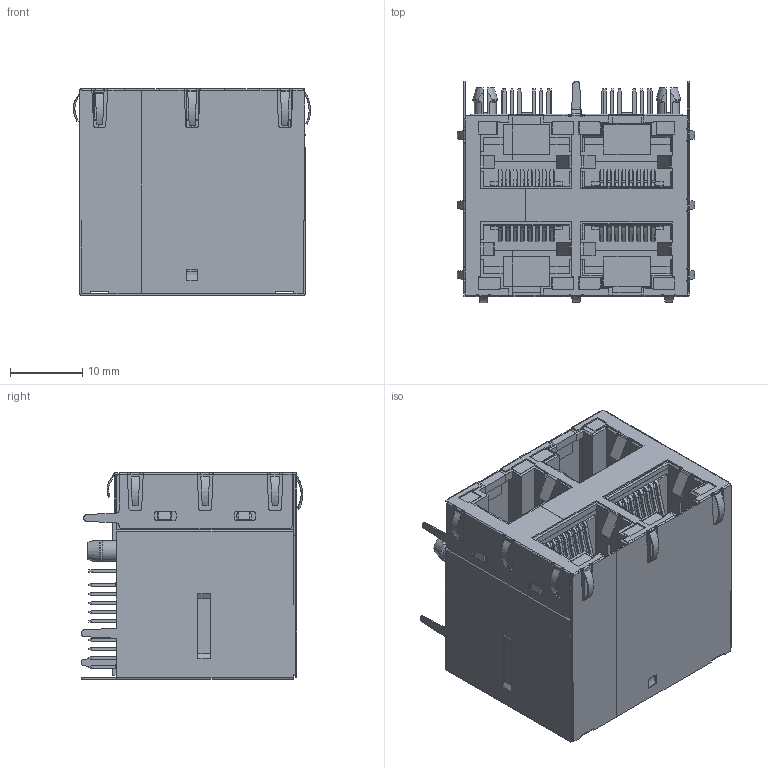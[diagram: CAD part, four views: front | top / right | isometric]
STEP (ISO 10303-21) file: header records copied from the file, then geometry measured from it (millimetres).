
FILE_DESCRIPTION((''),'2;1');
FILE_NAME('2X2_0_ASM_1_ASM_1_1_ASM_1_ASM_1_ASM','2020-07-15T18:50:53',('Administrator'),(''),'CREO PARAMETRIC BY PTC INC, 2018400','CREO PARAMETRIC BY PTC INC, 2018400','');
FILE_SCHEMA(('CONFIG_CONTROL_DESIGN'));
Products named in the file (24): B59YJ_1_1_1_1_1; PIN1_1_1_1_1_1; PIN2_1_1_1_1_1; PIN3_1_1_1_1_1; 2X2HOUSING_1_1_1_1_1; CX02_1_1_1_1_1; CK01_1_1_1_1_1; _363690_1_1_1_1_1; _363710_1_1_1_1_1; _363720_1_1_1_1_1; _363730_1_1_1_1_1; _363740_1_1_1_1_1; _363760_1_1_1_1_1; _363770_1_1_1_1_1; _363780_1_1_1_1_1; RJ_PIN_ASM_1_ASM_1_1_ASM_1_ASM__ASM; RJ00_ASM_1_ASM_1_1_ASM_1_ASM_1_ASM; 00_ASM_1_ASM_1_1_ASM_1_ASM_1_ASM; P000_ASM_1_ASM_1_1_ASM_1_ASM_1_ASM; 2X2SHILED_1_1_1_1_1; LED_1_1_1_1_1; 2X2SHILED2_1_1_1_1_1; 2X1SHILED2-1_1_1_1_1_1; 2X2_0_ASM_1_ASM_1_1_ASM_1_ASM_1_ASM
Assembly tree (87 placements, depth 6):
  2X2_0_ASM_1_ASM_1_1_ASM_1_ASM_1_ASM
    B59YJ_1_1_1_1_1
    PIN1_1_1_1_1_1  x10
    PIN2_1_1_1_1_1  x10
    PIN3_1_1_1_1_1  x8
    P000_ASM_1_ASM_1_1_ASM_1_ASM_1_ASM
      B59YJ_1_1_1_1_1
      PIN1_1_1_1_1_1  x10
      PIN2_1_1_1_1_1  x10
      PIN3_1_1_1_1_1  x8
      00_ASM_1_ASM_1_1_ASM_1_ASM_1_ASM
        2X2HOUSING_1_1_1_1_1
        RJ00_ASM_1_ASM_1_1_ASM_1_ASM_1_ASM  x2
          CX02_1_1_1_1_1
          CK01_1_1_1_1_1
          RJ_PIN_ASM_1_ASM_1_1_ASM_1_ASM__ASM
            _363690_1_1_1_1_1
            _363710_1_1_1_1_1
            _363720_1_1_1_1_1
            _363730_1_1_1_1_1
            _363740_1_1_1_1_1
            _363760_1_1_1_1_1
            _363770_1_1_1_1_1
            _363780_1_1_1_1_1
    2X2SHILED_1_1_1_1_1
    LED_1_1_1_1_1  x8
    2X2SHILED2_1_1_1_1_1
    2X1SHILED2-1_1_1_1_1_1
Bounding box: 32.92 x 30.78 x 28.66 mm (x, y, z)
Volume: 3649 mm3; surface area: 31213.7 mm2
Topology: 107 solids, 109 shells, 4647 faces, 13064 edges, 8552 vertices
Faces by surface type: plane 4040, cylinder 561, extrusion 18, cone 10, bspline 10, torus 8
Entity records: 80465 total; most frequent: CARTESIAN_POINT 16071, ORIENTED_EDGE 13958, DIRECTION 12331, EDGE_CURVE 6983, VECTOR 6225, LINE 6207, VERTEX_POINT 4604, AXIS2_PLACEMENT_3D 3053
